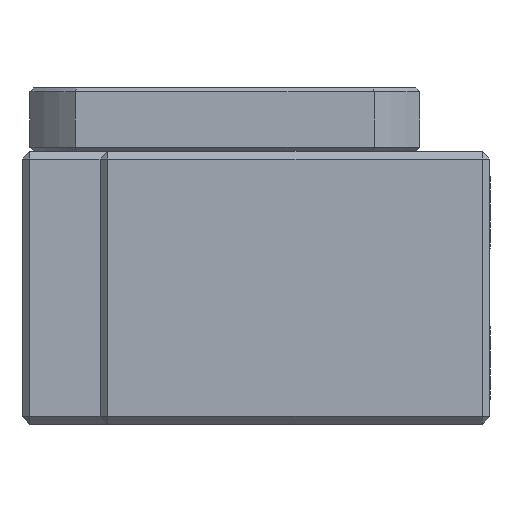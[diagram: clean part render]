
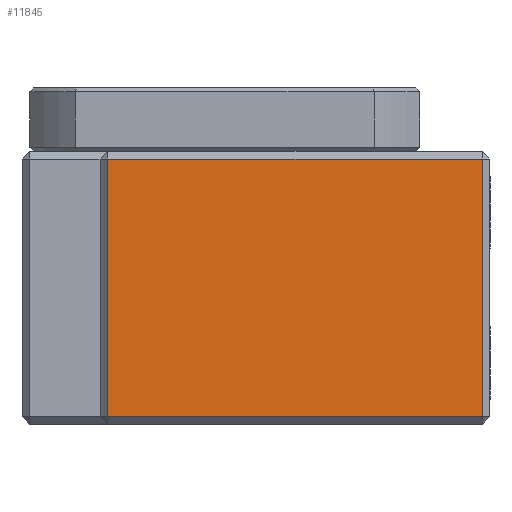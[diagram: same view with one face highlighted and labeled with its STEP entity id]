
A CAD part, left-side view. The second image highlights one B-rep face of the part: STEP entity #11845.
In plain terms, the highlighted planar face has unit normal (-1, 0, 0).
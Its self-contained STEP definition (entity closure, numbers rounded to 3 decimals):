
#967 = VERTEX_POINT ( 'NONE', #9323 ) ;
#1213 = DIRECTION ( 'NONE',  ( 0., -1., 0. ) ) ;
#1356 = CARTESIAN_POINT ( 'NONE',  ( -44., 50., 16.5 ) ) ;
#1765 = VECTOR ( 'NONE', #7808, 1000. ) ;
#1984 = VECTOR ( 'NONE', #1213, 1000. ) ;
#2054 = DIRECTION ( 'NONE',  ( 0., 1., 0. ) ) ;
#2329 = LINE ( 'NONE', #1356, #1984 ) ;
#2695 = EDGE_CURVE ( 'NONE', #10699, #4192, #2329, .T. ) ;
#3903 = VERTEX_POINT ( 'NONE', #7261 ) ;
#4138 = VECTOR ( 'NONE', #11573, 1000. ) ;
#4192 = VERTEX_POINT ( 'NONE', #11224 ) ;
#4391 = EDGE_CURVE ( 'NONE', #967, #3903, #4748, .T. ) ;
#4748 = LINE ( 'NONE', #7882, #1765 ) ;
#6127 = EDGE_CURVE ( 'NONE', #4192, #3903, #8962, .T. ) ;
#6331 = ORIENTED_EDGE ( 'NONE', *, *, #2695, .F. ) ;
#6354 = ORIENTED_EDGE ( 'NONE', *, *, #11264, .F. ) ;
#6383 = ORIENTED_EDGE ( 'NONE', *, *, #4391, .T. ) ;
#6425 = ORIENTED_EDGE ( 'NONE', *, *, #6127, .F. ) ;
#6520 = CARTESIAN_POINT ( 'NONE',  ( -44., 50., 17.5 ) ) ;
#7097 = FACE_OUTER_BOUND ( 'NONE', #13386, .T. ) ;
#7261 = CARTESIAN_POINT ( 'NONE',  ( -44., 1., -16.5 ) ) ;
#7808 = DIRECTION ( 'NONE',  ( 0., -1., 0. ) ) ;
#7882 = CARTESIAN_POINT ( 'NONE',  ( -44., 50., -16.5 ) ) ;
#8084 = DIRECTION ( 'NONE',  ( 0., 0., -1. ) ) ;
#8639 = DIRECTION ( 'NONE',  ( 1., 0., 0. ) ) ;
#8646 = VECTOR ( 'NONE', #8084, 1000. ) ;
#8962 = LINE ( 'NONE', #10183, #8646 ) ;
#9323 = CARTESIAN_POINT ( 'NONE',  ( -44., 49., -16.5 ) ) ;
#10183 = CARTESIAN_POINT ( 'NONE',  ( -44., 1., 17.5 ) ) ;
#10303 = CARTESIAN_POINT ( 'NONE',  ( -44., 49., 16.5 ) ) ;
#10351 = AXIS2_PLACEMENT_3D ( 'NONE', #6520, #8639, #2054 ) ;
#10569 = CARTESIAN_POINT ( 'NONE',  ( -44., 49., 17.5 ) ) ;
#10699 = VERTEX_POINT ( 'NONE', #10303 ) ;
#11224 = CARTESIAN_POINT ( 'NONE',  ( -44., 1., 16.5 ) ) ;
#11264 = EDGE_CURVE ( 'NONE', #967, #10699, #12643, .T. ) ;
#11573 = DIRECTION ( 'NONE',  ( 0., 0., 1. ) ) ;
#11845 = ADVANCED_FACE ( 'NONE', ( #7097 ), #12776, .F. ) ;
#12643 = LINE ( 'NONE', #10569, #4138 ) ;
#12776 = PLANE ( 'NONE',  #10351 ) ;
#13386 = EDGE_LOOP ( 'NONE', ( #6331, #6354, #6383, #6425 ) ) ;
